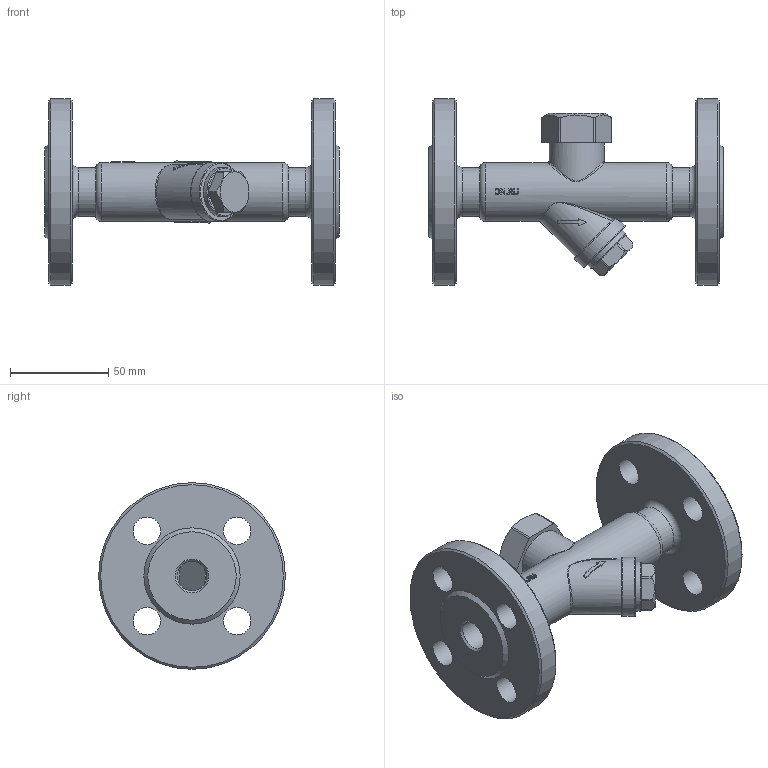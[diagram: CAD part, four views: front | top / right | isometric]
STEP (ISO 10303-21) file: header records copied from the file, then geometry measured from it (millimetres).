
FILE_DESCRIPTION(/* description */ (''),/* implementation_level */ '2;1');
FILE_NAME(/* name */ 'DN15_3D_STEP.stp',/* time_stamp */ '2024-03-04T01:16:46+03:00',/* author */ ('igorr'),/* organization */ (''),/* preprocessor_version */ 'ST-DEVELOPER v19.2',/* originating_system */ 'Autodesk Inventor 2023',/* authorisation */ '');
FILE_SCHEMA (('AUTOMOTIVE_DESIGN { 1 0 10303 214 3 1 1 }'));
Length unit declared in the file: millimetre
Products named in the file (1): Деталь
Bounding box: 150 x 95 x 95 mm (x, y, z)
Volume: 259531.4 mm3; surface area: 58473.2 mm2
Topology: 1 solids, 1 shells, 155 faces, 396 edges, 262 vertices
Faces by surface type: plane 70, cylinder 43, bspline 25, cone 10, torus 7
Full cylindrical faces by diameter (mm): 14 x8, 15 x2, 25 x3, 28 x1, 30 x2, 95 x2
Entity records: 6310 total; most frequent: CARTESIAN_POINT 2424, ORIENTED_EDGE 792, DIRECTION 705, EDGE_CURVE 396, AXIS2_PLACEMENT_3D 268, VERTEX_POINT 262, EDGE_LOOP 190, LINE 169
